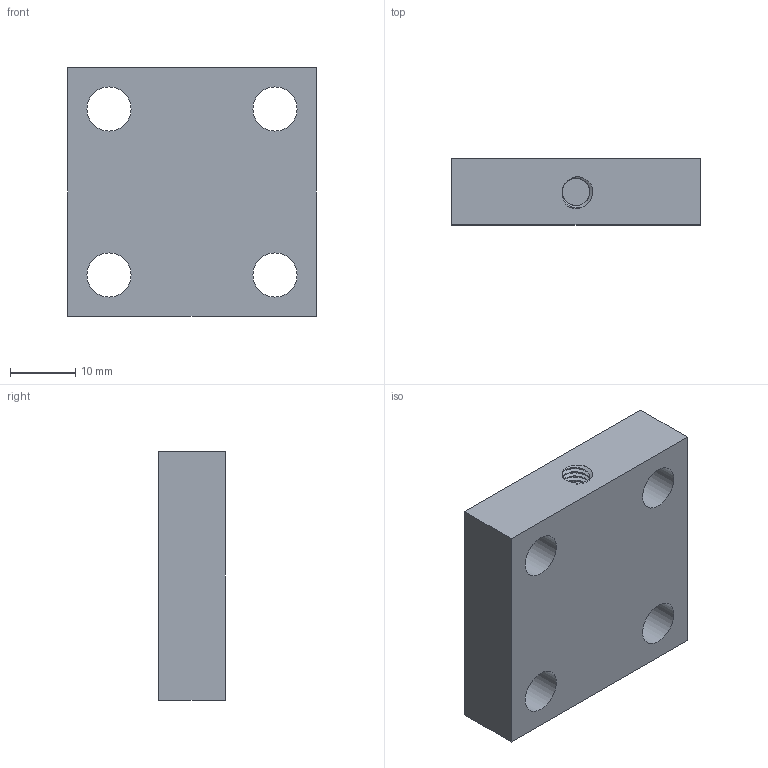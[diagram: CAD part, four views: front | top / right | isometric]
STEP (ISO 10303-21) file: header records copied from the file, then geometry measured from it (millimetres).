
FILE_DESCRIPTION(/* description */ (''),/* implementation_level */ '2;1');
FILE_NAME(/* name */ 'VacuumChuck rev2 v2.step',/* time_stamp */ '2016-07-20T22:03:58-07:00',/* author */ (''),/* organization */ (''),/* preprocessor_version */ 'ST-DEVELOPER v16.5',/* originating_system */ 'Autodesk Translation Framework v5.1.0.3141',/* authorisation */ '');
FILE_SCHEMA (('AUTOMOTIVE_DESIGN { 1 0 10303 214 3 1 1 }'));
Length unit declared in the file: centimetre
Products named in the file (1): VacuumChuck rev2 v2
Bounding box: 38.1 x 10.16 x 38.1 mm (x, y, z)
Volume: 11543.8 mm3; surface area: 5954.3 mm2
Topology: 1 solids, 1 shells, 62 faces, 166 edges, 111 vertices
Faces by surface type: cylinder 30, plane 16, bspline 16
Full cylindrical faces by diameter (mm): 2.54 x1, 4.234 x6, 6.756 x4, 10.414 x4
Entity records: 3142 total; most frequent: CARTESIAN_POINT 1897, ORIENTED_EDGE 274, DIRECTION 185, EDGE_CURVE 137, VERTEX_POINT 98, EDGE_LOOP 83, AXIS2_PLACEMENT_3D 77, B_SPLINE_CURVE_WITH_KNOTS 70
